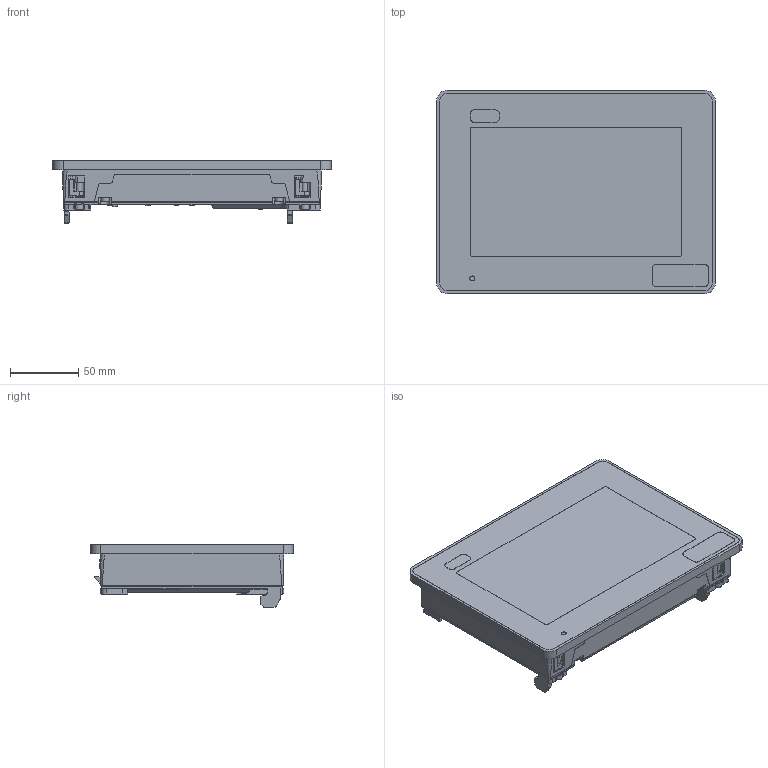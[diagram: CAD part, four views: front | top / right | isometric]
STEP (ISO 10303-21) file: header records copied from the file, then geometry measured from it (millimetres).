
FILE_DESCRIPTION(('STEP AP242'),'1');
FILE_NAME('hmidt351.stp','2019-05-24T11:01:39',('TraceParts'),('TraceParts S.A.'),'Spatial InterOp 3D',' ',' ');
FILE_SCHEMA(('AP242_MANAGED_MODEL_BASED_3D_ENGINEERING_MIM_LF {1 0 10303 442 1 1 4}'));
Length unit declared in the file: millimetre
Products named in the file (1): hmidt351_1
Bounding box: 203.54 x 148.54 x 45.62 mm (x, y, z)
Volume: 831990.8 mm3; surface area: 96592.3 mm2
Topology: 2 solids, 2 shells, 821 faces, 2246 edges, 1485 vertices
Faces by surface type: plane 503, cylinder 263, extrusion 47, bspline 8
Entity records: 33801 total; most frequent: CARTESIAN_POINT 5997, ORIENTED_EDGE 4492, DIRECTION 4307, EDGE_CURVE 2246, VECTOR 1583, LINE 1536, VERTEX_POINT 1485, AXIS2_PLACEMENT_3D 1362
